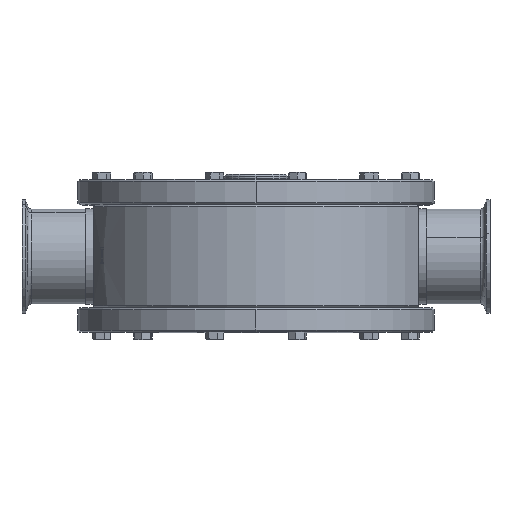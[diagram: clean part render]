
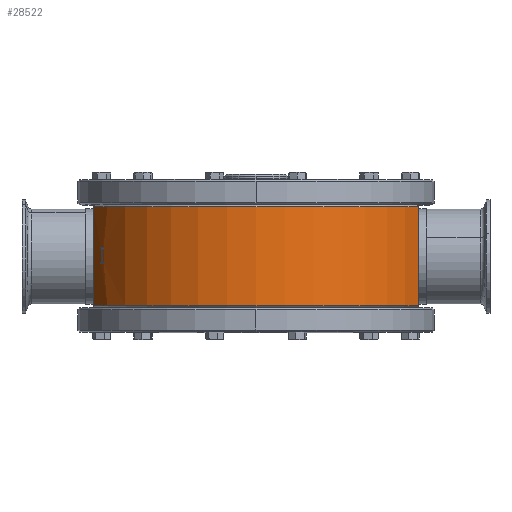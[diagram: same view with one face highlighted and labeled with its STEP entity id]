
A CAD part, top view. The second image highlights one B-rep face of the part: STEP entity #28522.
In plain terms, the highlighted cylindrical face has radius 142.24 mm (diameter 284.48 mm), a partial arc.
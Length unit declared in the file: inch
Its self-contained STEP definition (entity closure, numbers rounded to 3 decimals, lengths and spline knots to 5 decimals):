
#114 = VERTEX_POINT ( 'NONE', #61464 ) ;
#401 = CARTESIAN_POINT ( 'NONE',  ( 0., 0., 0. ) ) ;
#1766 = VERTEX_POINT ( 'NONE', #53869 ) ;
#3208 = EDGE_CURVE ( 'NONE', #108821, #107932, #65836, .T. ) ;
#3864 = VERTEX_POINT ( 'NONE', #68376 ) ;
#4668 = CARTESIAN_POINT ( 'NONE',  ( -5.13, 0., 2.24568 ) ) ;
#5466 = AXIS2_PLACEMENT_3D ( 'NONE', #69695, #41275, #50935 ) ;
#5955 = LINE ( 'NONE', #50187, #32942 ) ;
#9512 = CYLINDRICAL_SURFACE ( 'NONE', #96182, 5.6 ) ;
#9565 = ORIENTED_EDGE ( 'NONE', *, *, #3208, .T. ) ;
#11039 = ORIENTED_EDGE ( 'NONE', *, *, #102386, .T. ) ;
#11346 = VERTEX_POINT ( 'NONE', #119025 ) ;
#11753 = DIRECTION ( 'NONE',  ( 0., -1., 0. ) ) ;
#12478 = CARTESIAN_POINT ( 'NONE',  ( 5.13, 0.06, 2.24568 ) ) ;
#13121 = DIRECTION ( 'NONE',  ( 0., 1., 0. ) ) ;
#13315 = CARTESIAN_POINT ( 'NONE',  ( -4.86985, 1.43994, 2.76489 ) ) ;
#15545 = LINE ( 'NONE', #4668, #45378 ) ;
#17036 = DIRECTION ( 'NONE',  ( 0., 1., 0. ) ) ;
#17411 = FACE_OUTER_BOUND ( 'NONE', #37621, .T. ) ;
#17431 = AXIS2_PLACEMENT_3D ( 'NONE', #60207, #108017, #25105 ) ;
#18476 = CIRCLE ( 'NONE', #43573, 5.6 ) ;
#18739 = ORIENTED_EDGE ( 'NONE', *, *, #75377, .T. ) ;
#18879 = ORIENTED_EDGE ( 'NONE', *, *, #93329, .T. ) ;
#20095 = CARTESIAN_POINT ( 'NONE',  ( 0., 1.83784, 0. ) ) ;
#20844 = LINE ( 'NONE', #21434, #73021 ) ;
#20875 = LINE ( 'NONE', #101401, #61750 ) ;
#21434 = CARTESIAN_POINT ( 'NONE',  ( -4.83669, 0., 2.82248 ) ) ;
#22821 = EDGE_CURVE ( 'NONE', #90344, #56932, #53865, .T. ) ;
#23462 = CARTESIAN_POINT ( 'NONE',  ( 0., 0.06, 0. ) ) ;
#25089 = AXIS2_PLACEMENT_3D ( 'NONE', #23462, #59758, #99091 ) ;
#25105 = DIRECTION ( 'NONE',  ( 1., 0., 0. ) ) ;
#25826 = CIRCLE ( 'NONE', #95408, 5.6 ) ;
#26724 = EDGE_CURVE ( 'NONE', #65824, #114, #20844, .T. ) ;
#26781 = CIRCLE ( 'NONE', #109899, 5.6 ) ;
#28522 = ADVANCED_FACE ( 'NONE', ( #44640, #17411 ), #9512, .T. ) ;
#29112 = DIRECTION ( 'NONE',  ( 0., 1., 0. ) ) ;
#29757 = DIRECTION ( 'NONE',  ( 0., -1., 0. ) ) ;
#32942 = VECTOR ( 'NONE', #80446, 39.37008 ) ;
#33077 = CARTESIAN_POINT ( 'NONE',  ( -4.90094, 0., 2.70939 ) ) ;
#33725 = CIRCLE ( 'NONE', #37653, 5.6 ) ;
#33769 = ORIENTED_EDGE ( 'NONE', *, *, #101056, .T. ) ;
#34936 = CIRCLE ( 'NONE', #102563, 5.6 ) ;
#34960 = DIRECTION ( 'NONE',  ( 0., 1., 0. ) ) ;
#35207 = CARTESIAN_POINT ( 'NONE',  ( -4.80432, 1.43994, 2.87724 ) ) ;
#35301 = DIRECTION ( 'NONE',  ( 0., -1., 0. ) ) ;
#37621 = EDGE_LOOP ( 'NONE', ( #90218, #9565, #97212, #71270 ) ) ;
#37653 = AXIS2_PLACEMENT_3D ( 'NONE', #81323, #35301, #61939 ) ;
#38593 = CIRCLE ( 'NONE', #25089, 5.6 ) ;
#39521 = CARTESIAN_POINT ( 'NONE',  ( -4.90094, 1.83784, 2.70939 ) ) ;
#41275 = DIRECTION ( 'NONE',  ( 0., 1., 0. ) ) ;
#41355 = DIRECTION ( 'NONE',  ( 0., -1., 0. ) ) ;
#41948 = EDGE_CURVE ( 'NONE', #1766, #107932, #25826, .T. ) ;
#43573 = AXIS2_PLACEMENT_3D ( 'NONE', #52743, #17036, #100557 ) ;
#44125 = ORIENTED_EDGE ( 'NONE', *, *, #55992, .T. ) ;
#44640 = FACE_BOUND ( 'NONE', #57868, .T. ) ;
#45119 = DIRECTION ( 'NONE',  ( 0., 1., 0. ) ) ;
#45378 = VECTOR ( 'NONE', #106984, 39.37008 ) ;
#45593 = CARTESIAN_POINT ( 'NONE',  ( -4.80432, 1.38889, 2.87724 ) ) ;
#46450 = DIRECTION ( 'NONE',  ( 1., 0., 0. ) ) ;
#46643 = CARTESIAN_POINT ( 'NONE',  ( -4.80432, 1.83784, 2.87724 ) ) ;
#46788 = CARTESIAN_POINT ( 'NONE',  ( -4.90094, 1.38889, 2.70939 ) ) ;
#46934 = CARTESIAN_POINT ( 'NONE',  ( 0., 3.19, 0. ) ) ;
#47520 = CARTESIAN_POINT ( 'NONE',  ( -4.90094, 1.43994, 2.70939 ) ) ;
#49551 = EDGE_CURVE ( 'NONE', #82907, #90344, #5955, .T. ) ;
#49909 = EDGE_CURVE ( 'NONE', #110488, #3864, #105166, .T. ) ;
#50187 = CARTESIAN_POINT ( 'NONE',  ( -4.90094, 0., 2.70939 ) ) ;
#50935 = DIRECTION ( 'NONE',  ( 1., 0., 0. ) ) ;
#51847 = EDGE_CURVE ( 'NONE', #108821, #64194, #38593, .T. ) ;
#52743 = CARTESIAN_POINT ( 'NONE',  ( 0., 1.43994, 0. ) ) ;
#53865 = CIRCLE ( 'NONE', #5466, 5.6 ) ;
#53869 = CARTESIAN_POINT ( 'NONE',  ( -5.13, 3.19, 2.24568 ) ) ;
#54871 = VERTEX_POINT ( 'NONE', #45593 ) ;
#55871 = VECTOR ( 'NONE', #13121, 39.37008 ) ;
#55992 = EDGE_CURVE ( 'NONE', #56932, #97895, #95070, .T. ) ;
#56745 = CARTESIAN_POINT ( 'NONE',  ( 5.13, 0., 2.24568 ) ) ;
#56840 = VERTEX_POINT ( 'NONE', #35207 ) ;
#56932 = VERTEX_POINT ( 'NONE', #13315 ) ;
#57868 = EDGE_LOOP ( 'NONE', ( #119888, #78054, #18879, #66053, #11039, #18739, #33769, #104536, #79549, #44125, #93538, #71500 ) ) ;
#59549 = EDGE_CURVE ( 'NONE', #1766, #64194, #15545, .T. ) ;
#59758 = DIRECTION ( 'NONE',  ( 0., -1., 0. ) ) ;
#60207 = CARTESIAN_POINT ( 'NONE',  ( 0., 1.83784, 0. ) ) ;
#61464 = CARTESIAN_POINT ( 'NONE',  ( -4.83669, 1.43994, 2.82248 ) ) ;
#61750 = VECTOR ( 'NONE', #11753, 39.37008 ) ;
#61826 = CIRCLE ( 'NONE', #17431, 5.6 ) ;
#61939 = DIRECTION ( 'NONE',  ( 1., 0., 0. ) ) ;
#64194 = VERTEX_POINT ( 'NONE', #94511 ) ;
#64497 = VECTOR ( 'NONE', #41355, 39.37008 ) ;
#65824 = VERTEX_POINT ( 'NONE', #76641 ) ;
#65836 = LINE ( 'NONE', #56745, #81580 ) ;
#66053 = ORIENTED_EDGE ( 'NONE', *, *, #26724, .T. ) ;
#67410 = DIRECTION ( 'NONE',  ( 0., -1., 0. ) ) ;
#68376 = CARTESIAN_POINT ( 'NONE',  ( -4.90094, 1.88889, 2.70939 ) ) ;
#69695 = CARTESIAN_POINT ( 'NONE',  ( 0., 1.43994, 0. ) ) ;
#70142 = DIRECTION ( 'NONE',  ( 1., 0., 0. ) ) ;
#71270 = ORIENTED_EDGE ( 'NONE', *, *, #59549, .T. ) ;
#71500 = ORIENTED_EDGE ( 'NONE', *, *, #49909, .T. ) ;
#73021 = VECTOR ( 'NONE', #67410, 39.37008 ) ;
#75377 = EDGE_CURVE ( 'NONE', #56840, #54871, #97036, .T. ) ;
#76641 = CARTESIAN_POINT ( 'NONE',  ( -4.83669, 1.83784, 2.82248 ) ) ;
#76905 = CARTESIAN_POINT ( 'NONE',  ( -4.86985, 0., 2.76489 ) ) ;
#78054 = ORIENTED_EDGE ( 'NONE', *, *, #85427, .T. ) ;
#79549 = ORIENTED_EDGE ( 'NONE', *, *, #22821, .T. ) ;
#79840 = DIRECTION ( 'NONE',  ( 0., 1., 0. ) ) ;
#80446 = DIRECTION ( 'NONE',  ( 0., 1., 0. ) ) ;
#81323 = CARTESIAN_POINT ( 'NONE',  ( 0., 1.38889, 0. ) ) ;
#81580 = VECTOR ( 'NONE', #94289, 39.37008 ) ;
#82907 = VERTEX_POINT ( 'NONE', #46788 ) ;
#83040 = DIRECTION ( 'NONE',  ( 1., 0., 0. ) ) ;
#85427 = EDGE_CURVE ( 'NONE', #11346, #101558, #20875, .T. ) ;
#90218 = ORIENTED_EDGE ( 'NONE', *, *, #51847, .F. ) ;
#90344 = VERTEX_POINT ( 'NONE', #47520 ) ;
#90952 = EDGE_CURVE ( 'NONE', #3864, #11346, #26781, .T. ) ;
#91140 = DIRECTION ( 'NONE',  ( 1., 0., 0. ) ) ;
#93329 = EDGE_CURVE ( 'NONE', #101558, #65824, #61826, .T. ) ;
#93538 = ORIENTED_EDGE ( 'NONE', *, *, #108452, .T. ) ;
#94289 = DIRECTION ( 'NONE',  ( 0., 1., 0. ) ) ;
#94511 = CARTESIAN_POINT ( 'NONE',  ( -5.13, 0.06, 2.24568 ) ) ;
#95070 = LINE ( 'NONE', #76905, #119696 ) ;
#95408 = AXIS2_PLACEMENT_3D ( 'NONE', #46934, #45119, #91140 ) ;
#96182 = AXIS2_PLACEMENT_3D ( 'NONE', #401, #34960, #46450 ) ;
#97036 = LINE ( 'NONE', #114609, #64497 ) ;
#97212 = ORIENTED_EDGE ( 'NONE', *, *, #41948, .F. ) ;
#97775 = CARTESIAN_POINT ( 'NONE',  ( 5.13, 3.19, 2.24568 ) ) ;
#97895 = VERTEX_POINT ( 'NONE', #106540 ) ;
#99091 = DIRECTION ( 'NONE',  ( 1., 0., 0. ) ) ;
#100557 = DIRECTION ( 'NONE',  ( 1., 0., 0. ) ) ;
#101056 = EDGE_CURVE ( 'NONE', #54871, #82907, #33725, .T. ) ;
#101401 = CARTESIAN_POINT ( 'NONE',  ( -4.80432, 0., 2.87724 ) ) ;
#101558 = VERTEX_POINT ( 'NONE', #46643 ) ;
#102386 = EDGE_CURVE ( 'NONE', #114, #56840, #18476, .T. ) ;
#102563 = AXIS2_PLACEMENT_3D ( 'NONE', #20095, #29757, #83040 ) ;
#104536 = ORIENTED_EDGE ( 'NONE', *, *, #49551, .T. ) ;
#105166 = LINE ( 'NONE', #33077, #55871 ) ;
#106540 = CARTESIAN_POINT ( 'NONE',  ( -4.86985, 1.83784, 2.76489 ) ) ;
#106984 = DIRECTION ( 'NONE',  ( 0., -1., 0. ) ) ;
#107932 = VERTEX_POINT ( 'NONE', #97775 ) ;
#108017 = DIRECTION ( 'NONE',  ( 0., -1., 0. ) ) ;
#108452 = EDGE_CURVE ( 'NONE', #97895, #110488, #34936, .T. ) ;
#108821 = VERTEX_POINT ( 'NONE', #12478 ) ;
#109899 = AXIS2_PLACEMENT_3D ( 'NONE', #116757, #79840, #70142 ) ;
#110488 = VERTEX_POINT ( 'NONE', #39521 ) ;
#114609 = CARTESIAN_POINT ( 'NONE',  ( -4.80432, 0., 2.87724 ) ) ;
#116757 = CARTESIAN_POINT ( 'NONE',  ( 0., 1.88889, 0. ) ) ;
#119025 = CARTESIAN_POINT ( 'NONE',  ( -4.80432, 1.88889, 2.87724 ) ) ;
#119696 = VECTOR ( 'NONE', #29112, 39.37008 ) ;
#119888 = ORIENTED_EDGE ( 'NONE', *, *, #90952, .T. ) ;
